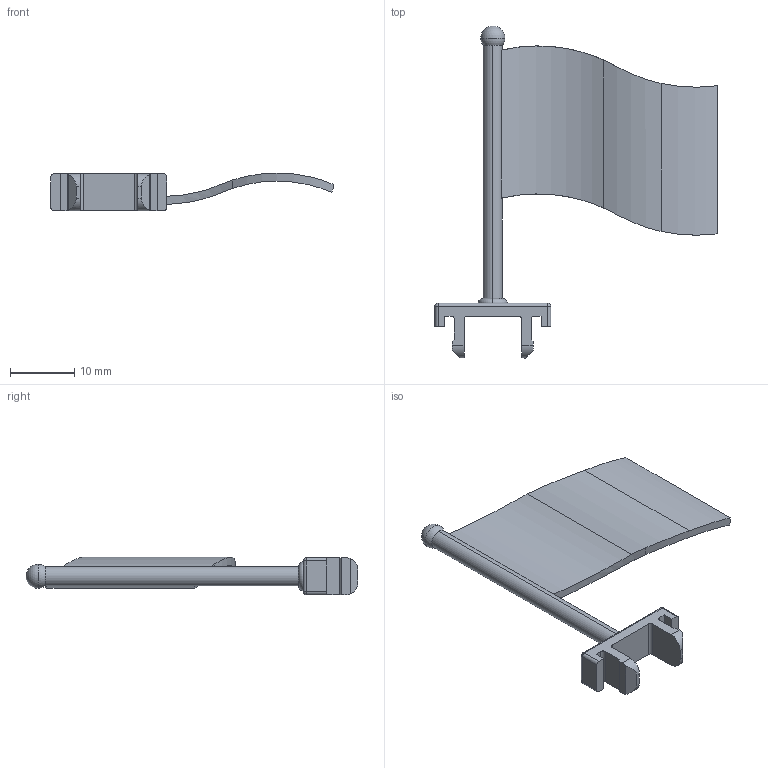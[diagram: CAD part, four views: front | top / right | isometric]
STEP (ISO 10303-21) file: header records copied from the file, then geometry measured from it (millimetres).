
FILE_DESCRIPTION (( 'STEP AP203' ), '1' );
FILE_NAME ('10-00143d.step', '2014-04-13T23:51:28', ( 'Nicholas Morozovsky' ), ( '' ), 'SwSTEP 2.0', 'SolidWorks 2012', '' );
FILE_SCHEMA (( 'CONFIG_CONTROL_DESIGN' ));
Length unit declared in the file: millimetre
Products named in the file (1): 10-00143d
Bounding box: 43.86 x 51.6 x 5.89 mm (x, y, z)
Volume: 1643.4 mm3; surface area: 2579.7 mm2
Topology: 1 solids, 1 shells, 62 faces, 167 edges, 104 vertices
Faces by surface type: cylinder 28, plane 26, sphere 6, torus 2
Entity records: 2066 total; most frequent: CARTESIAN_POINT 498, ORIENTED_EDGE 318, DIRECTION 303, EDGE_CURVE 159, AXIS2_PLACEMENT_3D 105, VERTEX_POINT 102, VECTOR 93, LINE 93
